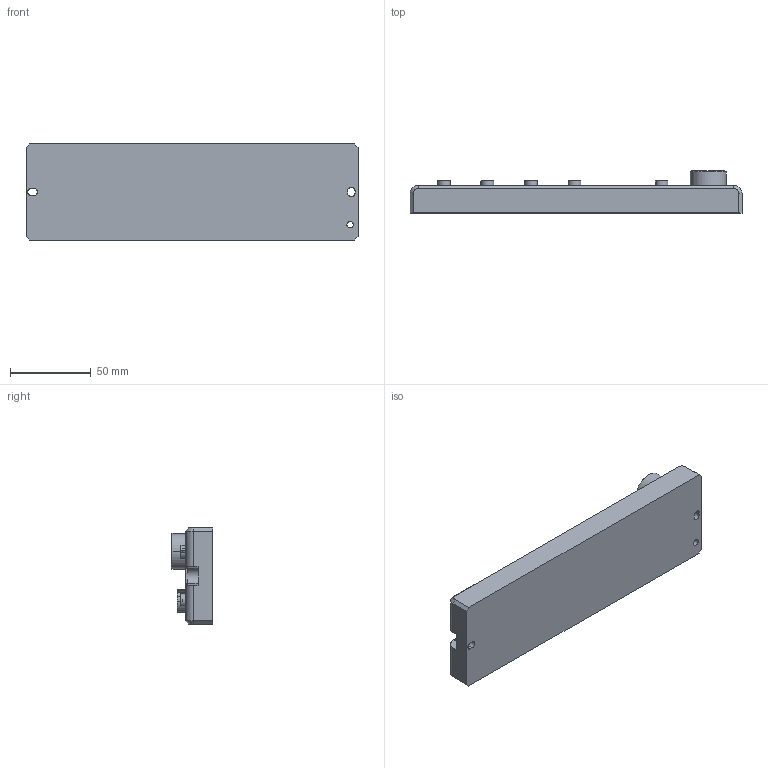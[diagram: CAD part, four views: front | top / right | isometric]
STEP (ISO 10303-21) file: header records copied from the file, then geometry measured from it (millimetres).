
FILE_DESCRIPTION(('CATIA V5 STEP Exchange','CAx-IF Rec.Pracs.--- Model Styling and Organization---1.4--- 2014-01-23'),'2;1');
FILE_NAME ('D1425226_1', '2020-05-27T06:48:46+00:00', ('none'), ('Weidmueller'), 'CATIA Version 5-6 Release 2016 SP3 HF44', 'CATIA V5 STEP AP214', 'none');
FILE_SCHEMA(('AUTOMOTIVE_DESIGN { 1 0 10303 214 1 1 1 1 }'));
Length unit declared in the file: millimetre
Products named in the file (1): UR67-MP-78-16DIO-12-60M
Bounding box: 206 x 26 x 59.6 mm (x, y, z)
Volume: 202197.5 mm3; surface area: 52542.2 mm2
Topology: 60 solids, 60 shells, 1015 faces, 2407 edges, 1579 vertices
Faces by surface type: plane 506, cylinder 431, cone 68, torus 10
Entity records: 29016 total; most frequent: CARTESIAN_POINT 5817, ORIENTED_EDGE 4814, DIRECTION 3659, EDGE_CURVE 2407, VERTEX_POINT 1579, AXIS2_PLACEMENT_3D 1565, VECTOR 1397, LINE 1397
